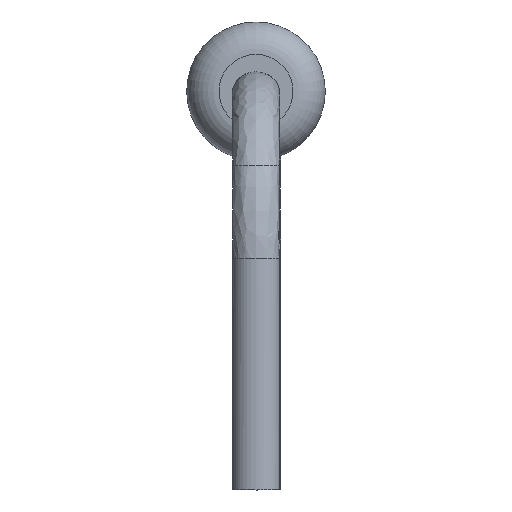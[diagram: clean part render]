
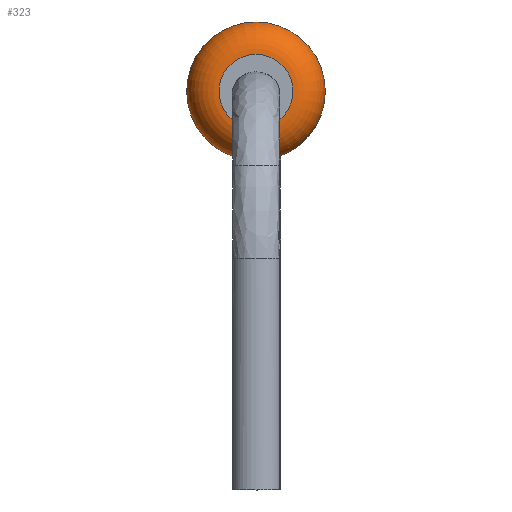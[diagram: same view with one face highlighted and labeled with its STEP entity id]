
A CAD part, left-side view. The second image highlights one B-rep face of the part: STEP entity #323.
In plain terms, the highlighted toroidal (fillet/blend) face has major radius 0.4 mm and minor radius 0.35 mm.
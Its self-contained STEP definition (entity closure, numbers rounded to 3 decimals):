
#45=TOROIDAL_SURFACE('',#368,0.4,0.35);
#52=FACE_OUTER_BOUND('',#73,.T.);
#73=EDGE_LOOP('',(#241,#242,#243,#244,#245,#246));
#118=CIRCLE('',#369,0.75);
#119=CIRCLE('',#370,0.35);
#120=CIRCLE('',#371,0.4);
#121=CIRCLE('',#372,0.4);
#122=CIRCLE('',#373,0.75);
#142=VERTEX_POINT('',#604);
#143=VERTEX_POINT('',#605);
#144=VERTEX_POINT('',#607);
#145=VERTEX_POINT('',#609);
#180=EDGE_CURVE('',#142,#143,#118,.T.);
#181=EDGE_CURVE('',#143,#144,#119,.T.);
#182=EDGE_CURVE('',#144,#145,#120,.T.);
#183=EDGE_CURVE('',#145,#144,#121,.T.);
#184=EDGE_CURVE('',#143,#142,#122,.T.);
#241=ORIENTED_EDGE('',*,*,#180,.T.);
#242=ORIENTED_EDGE('',*,*,#181,.T.);
#243=ORIENTED_EDGE('',*,*,#182,.T.);
#244=ORIENTED_EDGE('',*,*,#183,.T.);
#245=ORIENTED_EDGE('',*,*,#181,.F.);
#246=ORIENTED_EDGE('',*,*,#184,.T.);
#323=ADVANCED_FACE('',(#52),#45,.T.);
#368=AXIS2_PLACEMENT_3D('',#603,#419,#420);
#369=AXIS2_PLACEMENT_3D('',#606,#421,#422);
#370=AXIS2_PLACEMENT_3D('',#608,#423,#424);
#371=AXIS2_PLACEMENT_3D('',#610,#425,#426);
#372=AXIS2_PLACEMENT_3D('',#611,#427,#428);
#373=AXIS2_PLACEMENT_3D('',#612,#429,#430);
#419=DIRECTION('center_axis',(1.,0.,0.));
#420=DIRECTION('ref_axis',(0.,0.,-1.));
#421=DIRECTION('center_axis',(-1.,0.,0.));
#422=DIRECTION('ref_axis',(0.,1.,0.));
#423=DIRECTION('center_axis',(0.,-1.,0.));
#424=DIRECTION('ref_axis',(0.,0.,1.));
#425=DIRECTION('center_axis',(1.,0.,0.));
#426=DIRECTION('ref_axis',(0.,1.,0.));
#427=DIRECTION('center_axis',(1.,0.,0.));
#428=DIRECTION('ref_axis',(0.,1.,0.));
#429=DIRECTION('center_axis',(-1.,0.,0.));
#430=DIRECTION('ref_axis',(0.,1.,0.));
#603=CARTESIAN_POINT('Origin',(-1.65,0.,2.));
#604=CARTESIAN_POINT('',(-1.65,-0.75,2.));
#605=CARTESIAN_POINT('',(-1.65,0.,2.75));
#606=CARTESIAN_POINT('Origin',(-1.65,0.,2.));
#607=CARTESIAN_POINT('',(-2.,0.,2.4));
#608=CARTESIAN_POINT('Origin',(-1.65,0.,2.4));
#609=CARTESIAN_POINT('',(-2.,-0.4,2.));
#610=CARTESIAN_POINT('Origin',(-2.,0.,2.));
#611=CARTESIAN_POINT('Origin',(-2.,0.,2.));
#612=CARTESIAN_POINT('Origin',(-1.65,0.,2.));
